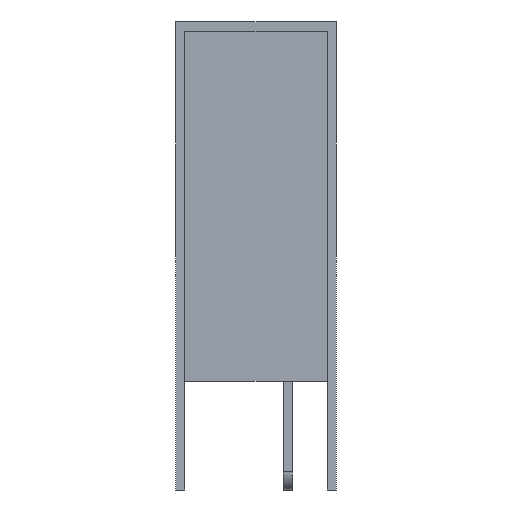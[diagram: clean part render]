
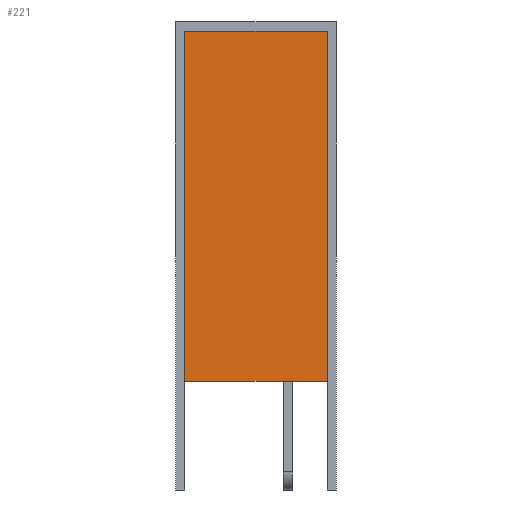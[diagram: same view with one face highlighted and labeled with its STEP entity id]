
A CAD part, left-side view. The second image highlights one B-rep face of the part: STEP entity #221.
In plain terms, the highlighted planar face has unit normal (-1, 0, 0).
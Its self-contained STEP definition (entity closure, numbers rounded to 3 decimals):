
#22 = VERTEX_POINT('',#23);
#23 = CARTESIAN_POINT('',(-4.8,-1.55,0.));
#31 = EDGE_CURVE('',#22,#32,#34,.T.);
#32 = VERTEX_POINT('',#33);
#33 = CARTESIAN_POINT('',(-4.8,-1.55,15.5));
#34 = LINE('',#35,#36);
#35 = CARTESIAN_POINT('',(-4.8,-1.55,0.));
#36 = VECTOR('',#37,1.);
#37 = DIRECTION('',(0.,0.,1.));
#103 = VERTEX_POINT('',#104);
#104 = CARTESIAN_POINT('',(-4.8,4.75,0.));
#110 = EDGE_CURVE('',#103,#22,#111,.T.);
#111 = LINE('',#112,#113);
#112 = CARTESIAN_POINT('',(-4.8,4.75,0.));
#113 = VECTOR('',#114,1.);
#114 = DIRECTION('',(0.,-1.,0.));
#201 = EDGE_CURVE('',#202,#32,#204,.T.);
#202 = VERTEX_POINT('',#203);
#203 = CARTESIAN_POINT('',(-4.8,4.75,15.5));
#204 = LINE('',#205,#206);
#205 = CARTESIAN_POINT('',(-4.8,4.75,15.5));
#206 = VECTOR('',#207,1.);
#207 = DIRECTION('',(0.,-1.,0.));
#221 = ADVANCED_FACE('',(#222),#233,.F.);
#222 = FACE_BOUND('',#223,.F.);
#223 = EDGE_LOOP('',(#224,#230,#231,#232));
#224 = ORIENTED_EDGE('',*,*,#225,.T.);
#225 = EDGE_CURVE('',#103,#202,#226,.T.);
#226 = LINE('',#227,#228);
#227 = CARTESIAN_POINT('',(-4.8,4.75,0.));
#228 = VECTOR('',#229,1.);
#229 = DIRECTION('',(0.,0.,1.));
#230 = ORIENTED_EDGE('',*,*,#201,.T.);
#231 = ORIENTED_EDGE('',*,*,#31,.F.);
#232 = ORIENTED_EDGE('',*,*,#110,.F.);
#233 = PLANE('',#234);
#234 = AXIS2_PLACEMENT_3D('',#235,#236,#237);
#235 = CARTESIAN_POINT('',(-4.8,4.75,0.));
#236 = DIRECTION('',(1.,0.,0.));
#237 = DIRECTION('',(0.,-1.,0.));
